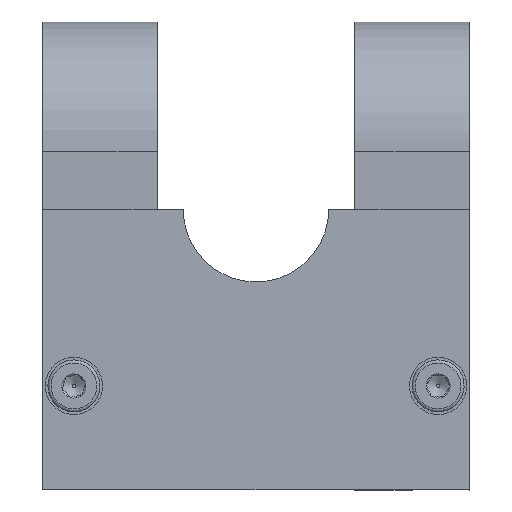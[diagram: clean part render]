
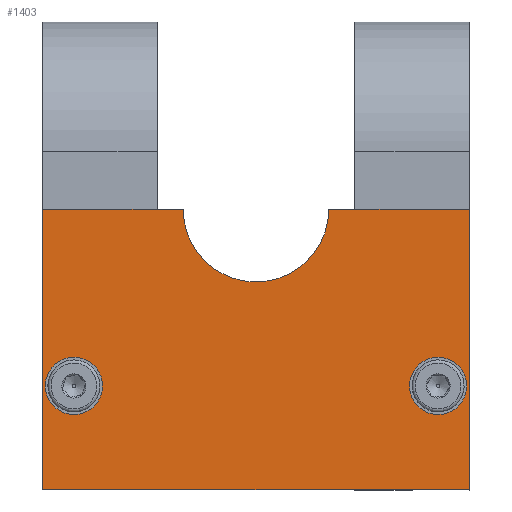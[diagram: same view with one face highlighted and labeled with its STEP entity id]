
A CAD part, left-side view. The second image highlights one B-rep face of the part: STEP entity #1403.
In plain terms, the highlighted free-form (B-spline) face has degree [1, 1] with [2, 2] control points.
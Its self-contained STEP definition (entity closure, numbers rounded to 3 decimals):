
#1302 = VERTEX_POINT('',#1303);
#1303 = CARTESIAN_POINT('',(-191.776,-56.163,
    73.971));
#1318 = VERTEX_POINT('',#1319);
#1319 = CARTESIAN_POINT('',(-191.776,-56.163,
    0.));
#1324 = EDGE_CURVE('',#1302,#1318,#1325,.T.);
#1325 = B_SPLINE_CURVE_WITH_KNOTS('',1,(#1326,#1327),.UNSPECIFIED.,.F.,
  .F.,(2,2),(0.,54.),.PIECEWISE_BEZIER_KNOTS.);
#1326 = CARTESIAN_POINT('',(-191.776,-56.163,
    73.971));
#1327 = CARTESIAN_POINT('',(-191.776,-56.163,
    0.));
#1338 = VERTEX_POINT('',#1339);
#1339 = CARTESIAN_POINT('',(-191.776,-19.178,
    73.971));
#1346 = EDGE_CURVE('',#1338,#1302,#1347,.T.);
#1347 = B_SPLINE_CURVE_WITH_KNOTS('',1,(#1348,#1349),.UNSPECIFIED.,.F.,
  .F.,(2,2),(55.,82.),.PIECEWISE_BEZIER_KNOTS.);
#1348 = CARTESIAN_POINT('',(-191.776,-19.178,
    73.971));
#1349 = CARTESIAN_POINT('',(-191.776,-56.163,
    73.971));
#1388 = VERTEX_POINT('',#1389);
#1389 = CARTESIAN_POINT('',(-191.776,56.163,
    0.));
#1394 = EDGE_CURVE('',#1318,#1388,#1395,.T.);
#1395 = B_SPLINE_CURVE_WITH_KNOTS('',1,(#1396,#1397),.UNSPECIFIED.,.F.,
  .F.,(2,2),(0.,82.),.PIECEWISE_BEZIER_KNOTS.);
#1396 = CARTESIAN_POINT('',(-191.776,-56.163,
    0.));
#1397 = CARTESIAN_POINT('',(-191.776,56.163,
    0.));
#1403 = ADVANCED_FACE('',(#1404,#1431,#1445),#1459,.F.);
#1404 = FACE_BOUND('',#1405,.F.);
#1405 = EDGE_LOOP('',(#1406,#1407,#1408,#1409,#1416,#1423));
#1406 = ORIENTED_EDGE('',*,*,#1346,.T.);
#1407 = ORIENTED_EDGE('',*,*,#1324,.T.);
#1408 = ORIENTED_EDGE('',*,*,#1394,.T.);
#1409 = ORIENTED_EDGE('',*,*,#1410,.T.);
#1410 = EDGE_CURVE('',#1388,#1411,#1413,.T.);
#1411 = VERTEX_POINT('',#1412);
#1412 = CARTESIAN_POINT('',(-191.776,56.163,
    73.971));
#1413 = B_SPLINE_CURVE_WITH_KNOTS('',1,(#1414,#1415),.UNSPECIFIED.,.F.,
  .F.,(2,2),(0.,54.),.PIECEWISE_BEZIER_KNOTS.);
#1414 = CARTESIAN_POINT('',(-191.776,56.163,
    0.));
#1415 = CARTESIAN_POINT('',(-191.776,56.163,
    73.971));
#1416 = ORIENTED_EDGE('',*,*,#1417,.T.);
#1417 = EDGE_CURVE('',#1411,#1418,#1420,.T.);
#1418 = VERTEX_POINT('',#1419);
#1419 = CARTESIAN_POINT('',(-191.776,19.178,
    73.971));
#1420 = B_SPLINE_CURVE_WITH_KNOTS('',1,(#1421,#1422),.UNSPECIFIED.,.F.,
  .F.,(2,2),(0.,27.),.PIECEWISE_BEZIER_KNOTS.);
#1421 = CARTESIAN_POINT('',(-191.776,56.163,
    73.971));
#1422 = CARTESIAN_POINT('',(-191.776,19.178,
    73.971));
#1423 = ORIENTED_EDGE('',*,*,#1424,.F.);
#1424 = EDGE_CURVE('',#1338,#1418,#1425,.T.);
#1425 = ( BOUNDED_CURVE() B_SPLINE_CURVE(2,(#1426,#1427,#1428,#1429,
#1430),.UNSPECIFIED.,.F.,.F.) B_SPLINE_CURVE_WITH_KNOTS((3,2,3),(
    3.142,4.712,6.283),
.PIECEWISE_BEZIER_KNOTS.) CURVE() GEOMETRIC_REPRESENTATION_ITEM() 
RATIONAL_B_SPLINE_CURVE((1.,0.707,1.,0.707,1.)) 
REPRESENTATION_ITEM('') );
#1426 = CARTESIAN_POINT('',(-191.776,-19.178,
    73.971));
#1427 = CARTESIAN_POINT('',(-191.776,-19.178,
    54.793));
#1428 = CARTESIAN_POINT('',(-191.776,0.,
    54.793));
#1429 = CARTESIAN_POINT('',(-191.776,19.178,
    54.793));
#1430 = CARTESIAN_POINT('',(-191.776,19.178,
    73.971));
#1431 = FACE_BOUND('',#1432,.F.);
#1432 = EDGE_LOOP('',(#1433));
#1433 = ORIENTED_EDGE('',*,*,#1434,.T.);
#1434 = EDGE_CURVE('',#1435,#1435,#1437,.T.);
#1435 = VERTEX_POINT('',#1436);
#1436 = CARTESIAN_POINT('',(-191.776,40.41,
    27.397));
#1437 = ( BOUNDED_CURVE() B_SPLINE_CURVE(2,(#1438,#1439,#1440,#1441,
#1442,#1443,#1444),.UNSPECIFIED.,.T.,.F.) B_SPLINE_CURVE_WITH_KNOTS((1,2
    ,2,2,2,1),(-2.094,0.,2.094,4.189,
6.283,8.378),.UNSPECIFIED.) CURVE() 
GEOMETRIC_REPRESENTATION_ITEM() RATIONAL_B_SPLINE_CURVE((1.,0.5,1.,0.5,
1.,0.5,1.)) REPRESENTATION_ITEM('') );
#1438 = CARTESIAN_POINT('',(-191.776,40.41,
    27.397));
#1439 = CARTESIAN_POINT('',(-191.776,40.41,
    40.446));
#1440 = CARTESIAN_POINT('',(-191.776,51.711,
    33.921));
#1441 = CARTESIAN_POINT('',(-191.776,63.012,
    27.397));
#1442 = CARTESIAN_POINT('',(-191.776,51.711,
    20.872));
#1443 = CARTESIAN_POINT('',(-191.776,40.41,
    14.347));
#1444 = CARTESIAN_POINT('',(-191.776,40.41,
    27.397));
#1445 = FACE_BOUND('',#1446,.F.);
#1446 = EDGE_LOOP('',(#1447));
#1447 = ORIENTED_EDGE('',*,*,#1448,.T.);
#1448 = EDGE_CURVE('',#1449,#1449,#1451,.T.);
#1449 = VERTEX_POINT('',#1450);
#1450 = CARTESIAN_POINT('',(-191.776,-55.478,
    27.397));
#1451 = ( BOUNDED_CURVE() B_SPLINE_CURVE(2,(#1452,#1453,#1454,#1455,
#1456,#1457,#1458),.UNSPECIFIED.,.T.,.F.) B_SPLINE_CURVE_WITH_KNOTS((1,2
    ,2,2,2,1),(-2.094,0.,2.094,4.189,
6.283,8.378),.UNSPECIFIED.) CURVE() 
GEOMETRIC_REPRESENTATION_ITEM() RATIONAL_B_SPLINE_CURVE((1.,0.5,1.,0.5,
1.,0.5,1.)) REPRESENTATION_ITEM('') );
#1452 = CARTESIAN_POINT('',(-191.776,-55.478,
    27.397));
#1453 = CARTESIAN_POINT('',(-191.776,-55.478,
    40.446));
#1454 = CARTESIAN_POINT('',(-191.776,-44.177,
    33.921));
#1455 = CARTESIAN_POINT('',(-191.776,-32.876,
    27.397));
#1456 = CARTESIAN_POINT('',(-191.776,-44.177,
    20.872));
#1457 = CARTESIAN_POINT('',(-191.776,-55.478,
    14.347));
#1458 = CARTESIAN_POINT('',(-191.776,-55.478,
    27.397));
#1459 = B_SPLINE_SURFACE_WITH_KNOTS('',1,1,(
    (#1460,#1461)
    ,(#1462,#1463
    )),.UNSPECIFIED.,.F.,.F.,.F.,(2,2),(2,2),(-27.,27.),(-41.,41.),
  .PIECEWISE_BEZIER_KNOTS.);
#1460 = CARTESIAN_POINT('',(-191.776,56.163,
    0.));
#1461 = CARTESIAN_POINT('',(-191.776,-56.163,
    0.));
#1462 = CARTESIAN_POINT('',(-191.776,56.163,
    73.971));
#1463 = CARTESIAN_POINT('',(-191.776,-56.163,
    73.971));
